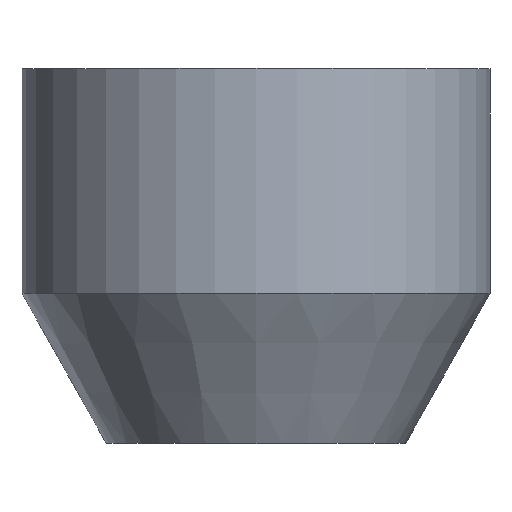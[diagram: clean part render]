
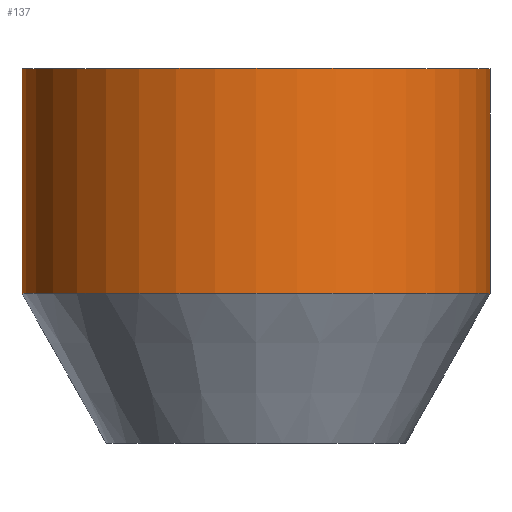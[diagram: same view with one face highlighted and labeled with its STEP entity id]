
A CAD part, top view. The second image highlights one B-rep face of the part: STEP entity #137.
In plain terms, the highlighted cylindrical face has radius 6.25 mm (diameter 12.5 mm), a full revolution.
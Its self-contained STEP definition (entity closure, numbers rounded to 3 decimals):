
#26=FACE_OUTER_BOUND('',#34,.T.);
#34=EDGE_LOOP('',(#110,#111,#112,#113,#114,#115));
#42=LINE('',#261,#46);
#46=VECTOR('',#217,6.25);
#54=CIRCLE('',#171,6.25);
#55=CIRCLE('',#172,6.25);
#56=CIRCLE('',#174,6.25);
#57=CIRCLE('',#175,6.25);
#68=VERTEX_POINT('',#251);
#69=VERTEX_POINT('',#252);
#70=VERTEX_POINT('',#257);
#71=VERTEX_POINT('',#258);
#83=EDGE_CURVE('',#68,#69,#54,.T.);
#84=EDGE_CURVE('',#69,#68,#55,.T.);
#86=EDGE_CURVE('',#70,#71,#56,.T.);
#87=EDGE_CURVE('',#71,#70,#57,.T.);
#88=EDGE_CURVE('',#71,#69,#42,.T.);
#110=ORIENTED_EDGE('',*,*,#86,.F.);
#111=ORIENTED_EDGE('',*,*,#87,.F.);
#112=ORIENTED_EDGE('',*,*,#88,.T.);
#113=ORIENTED_EDGE('',*,*,#84,.T.);
#114=ORIENTED_EDGE('',*,*,#83,.T.);
#115=ORIENTED_EDGE('',*,*,#88,.F.);
#131=CYLINDRICAL_SURFACE('',#173,6.25);
#137=ADVANCED_FACE('',(#26),#131,.T.);
#171=AXIS2_PLACEMENT_3D('',#253,#206,#207);
#172=AXIS2_PLACEMENT_3D('',#254,#208,#209);
#173=AXIS2_PLACEMENT_3D('',#256,#211,#212);
#174=AXIS2_PLACEMENT_3D('',#259,#213,#214);
#175=AXIS2_PLACEMENT_3D('',#260,#215,#216);
#206=DIRECTION('center_axis',(0.,1.,0.));
#207=DIRECTION('ref_axis',(1.,0.,0.));
#208=DIRECTION('center_axis',(0.,1.,0.));
#209=DIRECTION('ref_axis',(1.,0.,0.));
#211=DIRECTION('center_axis',(0.,1.,0.));
#212=DIRECTION('ref_axis',(-1.,0.,0.));
#213=DIRECTION('center_axis',(0.,1.,0.));
#214=DIRECTION('ref_axis',(1.,0.,0.));
#215=DIRECTION('center_axis',(0.,1.,0.));
#216=DIRECTION('ref_axis',(1.,0.,0.));
#217=DIRECTION('',(0.,-1.,0.));
#251=CARTESIAN_POINT('',(-6.25,4.,0.));
#252=CARTESIAN_POINT('',(6.25,4.,0.));
#253=CARTESIAN_POINT('Origin',(0.,4.,0.));
#254=CARTESIAN_POINT('Origin',(0.,4.,0.));
#256=CARTESIAN_POINT('Origin',(0.,7.,0.));
#257=CARTESIAN_POINT('',(-6.25,10.,0.));
#258=CARTESIAN_POINT('',(6.25,10.,0.));
#259=CARTESIAN_POINT('Origin',(0.,10.,0.));
#260=CARTESIAN_POINT('Origin',(0.,10.,0.));
#261=CARTESIAN_POINT('',(6.25,7.,0.));
